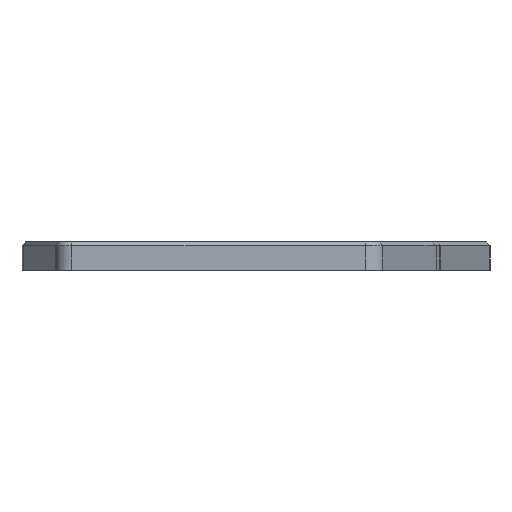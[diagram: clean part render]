
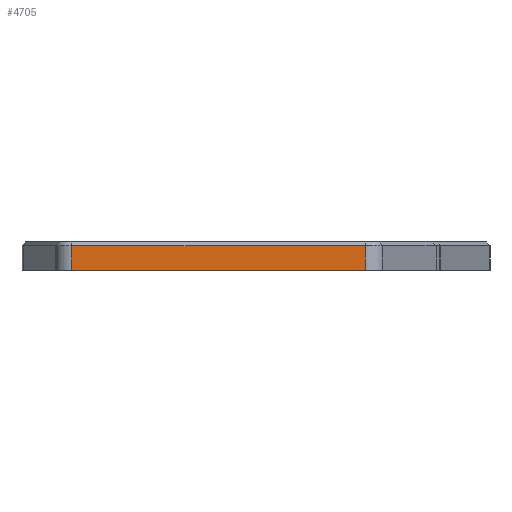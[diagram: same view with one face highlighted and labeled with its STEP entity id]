
A CAD part, left-side view. The second image highlights one B-rep face of the part: STEP entity #4705.
In plain terms, the highlighted planar face has unit normal (-1, 0, 0).
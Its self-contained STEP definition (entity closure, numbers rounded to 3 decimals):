
#160 = CARTESIAN_POINT ( 'NONE',  ( -3.314, -74.53, 2.55 ) ) ;
#305 = CARTESIAN_POINT ( 'NONE',  ( -3.287, -0.697, -3.45 ) ) ;
#469 = DIRECTION ( 'NONE',  ( 0., 1., 0. ) ) ;
#504 = AXIS2_PLACEMENT_3D ( 'NONE', #2053, #1960, #5116 ) ;
#688 = CARTESIAN_POINT ( 'NONE',  ( -3.314, -74.53, -3.45 ) ) ;
#824 = VECTOR ( 'NONE', #1696, 1000. ) ;
#888 = EDGE_CURVE ( 'NONE', #8356, #2372, #3645, .T. ) ;
#1696 = DIRECTION ( 'NONE',  ( 0., 0., 1. ) ) ;
#1960 = DIRECTION ( 'NONE',  ( -1., 0., 0. ) ) ;
#2053 = CARTESIAN_POINT ( 'NONE',  ( -3.287, -2.497, 2.55 ) ) ;
#2218 = EDGE_LOOP ( 'NONE', ( #4496, #5970, #2314, #7485 ) ) ;
#2280 = LINE ( 'NONE', #160, #3449 ) ;
#2314 = ORIENTED_EDGE ( 'NONE', *, *, #4945, .F. ) ;
#2372 = VERTEX_POINT ( 'NONE', #305 ) ;
#2485 = EDGE_CURVE ( 'NONE', #8356, #5080, #2280, .T. ) ;
#2503 = CARTESIAN_POINT ( 'NONE',  ( -3.287, -0.697, 2.55 ) ) ;
#2768 = PLANE ( 'NONE',  #504 ) ;
#3022 = DIRECTION ( 'NONE',  ( 0., 1., 0. ) ) ;
#3279 = VECTOR ( 'NONE', #469, 1000. ) ;
#3449 = VECTOR ( 'NONE', #5485, 1000. ) ;
#3575 = FACE_OUTER_BOUND ( 'NONE', #2218, .T. ) ;
#3645 = LINE ( 'NONE', #5183, #3279 ) ;
#4206 = CARTESIAN_POINT ( 'NONE',  ( -3.314, -74.53, 2.75 ) ) ;
#4496 = ORIENTED_EDGE ( 'NONE', *, *, #2485, .T. ) ;
#4705 = ADVANCED_FACE ( 'NONE', ( #3575 ), #2768, .T. ) ;
#4945 = EDGE_CURVE ( 'NONE', #2372, #6170, #5500, .T. ) ;
#5080 = VERTEX_POINT ( 'NONE', #4206 ) ;
#5116 = DIRECTION ( 'NONE',  ( 0., -1., 0. ) ) ;
#5183 = CARTESIAN_POINT ( 'NONE',  ( -3.286, 0.001, -3.45 ) ) ;
#5485 = DIRECTION ( 'NONE',  ( 0., 0., 1. ) ) ;
#5500 = LINE ( 'NONE', #2503, #824 ) ;
#5610 = EDGE_CURVE ( 'NONE', #5080, #6170, #7537, .T. ) ;
#5970 = ORIENTED_EDGE ( 'NONE', *, *, #5610, .T. ) ;
#6170 = VERTEX_POINT ( 'NONE', #7780 ) ;
#7485 = ORIENTED_EDGE ( 'NONE', *, *, #888, .F. ) ;
#7537 = LINE ( 'NONE', #9811, #9027 ) ;
#7780 = CARTESIAN_POINT ( 'NONE',  ( -3.287, -0.697, 2.75 ) ) ;
#8356 = VERTEX_POINT ( 'NONE', #688 ) ;
#9027 = VECTOR ( 'NONE', #3022, 1000. ) ;
#9811 = CARTESIAN_POINT ( 'NONE',  ( -3.287, -0.697, 2.75 ) ) ;
